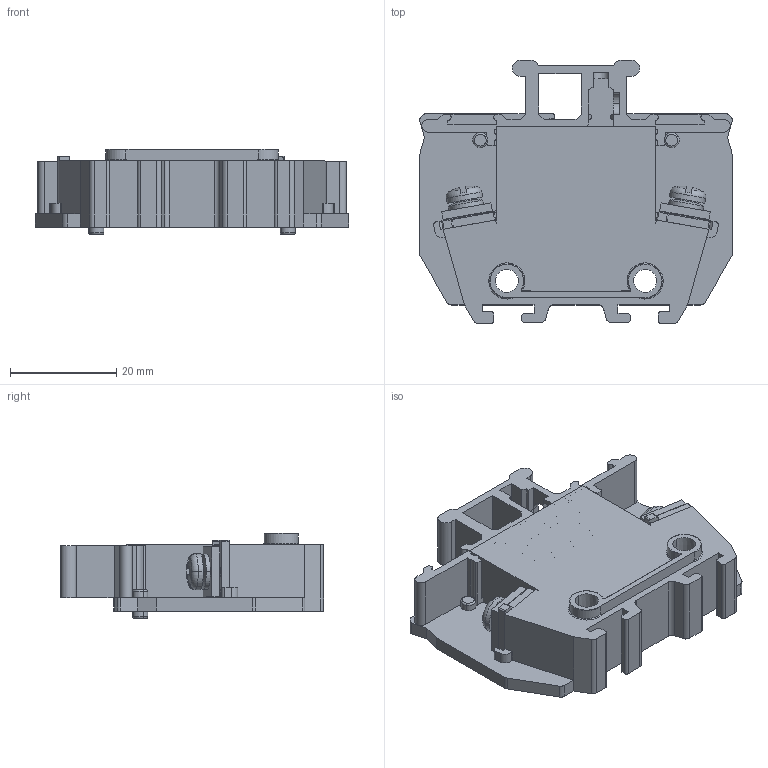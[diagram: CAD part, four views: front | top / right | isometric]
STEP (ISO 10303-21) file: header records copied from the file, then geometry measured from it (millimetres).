
FILE_DESCRIPTION((''),'2;1');
FILE_NAME('ASM0001_ASM','2024-07-04T',('dell'),(''),'PRO/ENGINEER BY PARAMETRIC TECHNOLOGY CORPORATION, 2013230','PRO/ENGINEER BY PARAMETRIC TECHNOLOGY CORPORATION, 2013230','');
FILE_SCHEMA(('AUTOMOTIVE_DESIGN { 1 0 10303 214 1 1 1 1 }'));
Length unit declared in the file: millimetre
Products named in the file (1): ASM0001_ASM
Bounding box: 59 x 49.5 x 16 mm (x, y, z)
Volume: 18246.3 mm3; surface area: 13040.3 mm2
Topology: 1 solids, 4 shells, 521 faces, 1385 edges, 887 vertices
Faces by surface type: plane 300, cylinder 149, torus 36, cone 20, bspline 12, sphere 4
Entity records: 16720 total; most frequent: CARTESIAN_POINT 3471, ORIENTED_EDGE 2762, DIRECTION 2750, EDGE_CURVE 1385, VECTOR 930, LINE 930, AXIS2_PLACEMENT_3D 910, VERTEX_POINT 887
